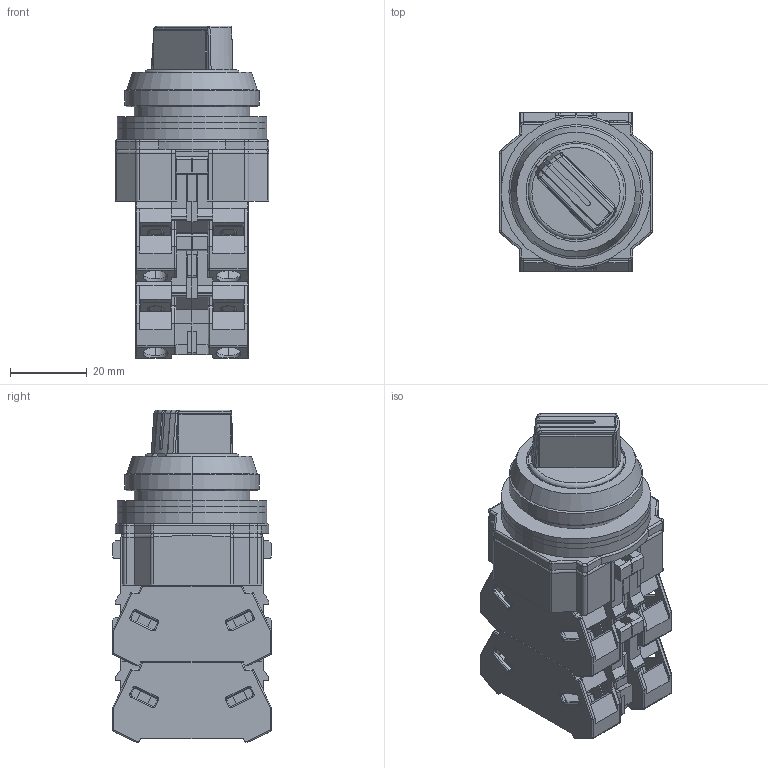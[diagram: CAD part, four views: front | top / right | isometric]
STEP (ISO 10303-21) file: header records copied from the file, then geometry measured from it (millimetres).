
FILE_DESCRIPTION (( 'STEP AP203' ), '1' );
FILE_NAME ('OUTSIDE-ASD2_ASD3.STEP', '2017-04-05T03:11:29', ( '' ), ( '' ), 'SwSTEP 2.0', 'SolidWorks 2014', '' );
FILE_SCHEMA (( 'CONFIG_CONTROL_DESIGN' ));
Length unit declared in the file: millimetre
Products named in the file (7): OUTSIDE-ASNHT-※; OUTSIDE-HW-U; OUTSIDE-OW-12; OUTSIDE-ASD2_ASD3; OUTSIDE-TWTD-C-BODY-KIT-N; OUTSIDE-OG-11; OUTSIDE-OW-11
Assembly tree (10 placements, depth 2):
  OUTSIDE-ASD2_ASD3
    OUTSIDE-TWTD-C-BODY-KIT-N
    OUTSIDE-ASNHT-※
    OUTSIDE-OW-12
    OUTSIDE-OW-11  x2
    OUTSIDE-OG-11
    OUTSIDE-HW-U  x4
Bounding box: 40 x 41.4 x 86.5 mm (x, y, z)
Volume: 79899.9 mm3; surface area: 34690.7 mm2
Topology: 10 solids, 10 shells, 1365 faces, 3682 edges, 2338 vertices
Faces by surface type: plane 773, cylinder 373, bspline 197, cone 22
Entity records: 19699 total; most frequent: CARTESIAN_POINT 5733, ORIENTED_EDGE 2884, DIRECTION 2560, EDGE_CURVE 1442, LINE 942, VECTOR 942, VERTEX_POINT 914, AXIS2_PLACEMENT_3D 809
